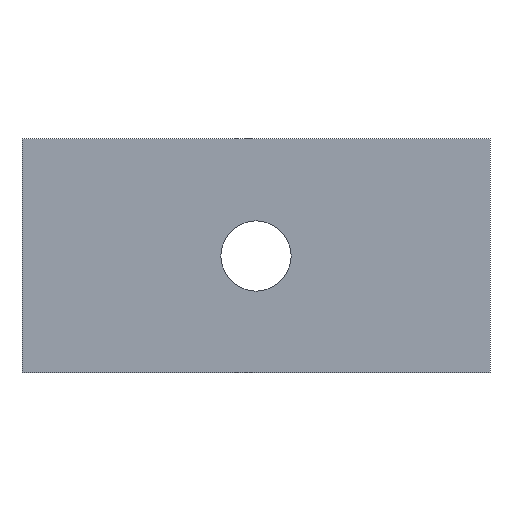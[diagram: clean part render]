
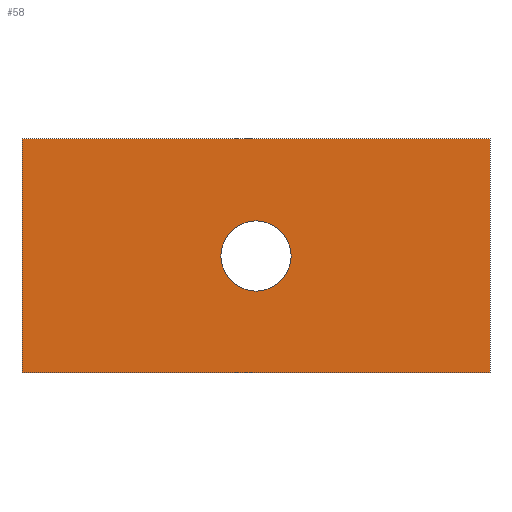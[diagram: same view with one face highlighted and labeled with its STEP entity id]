
A CAD part, front view. The second image highlights one B-rep face of the part: STEP entity #58.
In plain terms, the highlighted planar face has unit normal (0, -1, 0).
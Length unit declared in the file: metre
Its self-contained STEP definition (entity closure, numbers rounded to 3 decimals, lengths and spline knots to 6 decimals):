
#58=ADVANCED_FACE('0:494',(#76,#77),#78,.F.);
#76=FACE_BOUND('',#95,.T.);
#77=FACE_OUTER_BOUND('',#96,.T.);
#78=PLANE('',#97);
#95=EDGE_LOOP('',(#150,#151));
#96=EDGE_LOOP('',(#152,#153,#154,#155));
#97=AXIS2_PLACEMENT_3D('',#156,#157,#158);
#150=ORIENTED_EDGE('',*,*,#161,.F.);
#151=ORIENTED_EDGE('',*,*,#177,.F.);
#152=ORIENTED_EDGE('',*,*,#175,.F.);
#153=ORIENTED_EDGE('',*,*,#166,.F.);
#154=ORIENTED_EDGE('',*,*,#170,.F.);
#155=ORIENTED_EDGE('',*,*,#173,.F.);
#156=CARTESIAN_POINT('',(0.0,0.0,0.0));
#157=DIRECTION('',(0.0,1.0,0.0));
#158=DIRECTION('',(0.0,0.0,1.0));
#161=EDGE_CURVE('0:536',#178,#181,#182,.T.);
#166=EDGE_CURVE('0:503',#189,#191,#192,.T.);
#170=EDGE_CURVE('0:515',#196,#189,#198,.T.);
#173=EDGE_CURVE('0:524',#201,#196,#203,.T.);
#175=EDGE_CURVE('0:530',#191,#201,#205,.T.);
#177=EDGE_CURVE('0:536',#181,#178,#207,.T.);
#178=VERTEX_POINT('',#208);
#181=VERTEX_POINT('',#212);
#182=CIRCLE('',#213,0.0075);
#189=VERTEX_POINT('',#222);
#191=VERTEX_POINT('',#225);
#192=LINE('',#226,#227);
#196=VERTEX_POINT('',#233);
#198=LINE('',#236,#237);
#201=VERTEX_POINT('',#241);
#203=LINE('',#244,#245);
#205=LINE('',#248,#249);
#207=CIRCLE('',#251,0.0075);
#208=CARTESIAN_POINT('',(0.0425,0.0,0.025));
#212=CARTESIAN_POINT('',(0.0575,0.0,0.025));
#213=AXIS2_PLACEMENT_3D('',#253,#254,#255);
#222=CARTESIAN_POINT('',(0.1,0.0,0.05));
#225=CARTESIAN_POINT('',(0.1,0.0,0.0));
#226=CARTESIAN_POINT('',(0.1,0.0,0.05));
#227=VECTOR('',#262,1.0);
#233=CARTESIAN_POINT('',(0.0,0.0,0.05));
#236=CARTESIAN_POINT('',(0.0,0.0,0.05));
#237=VECTOR('',#266,1.0);
#241=CARTESIAN_POINT('',(0.0,0.0,0.0));
#244=CARTESIAN_POINT('',(0.0,0.0,0.0));
#245=VECTOR('',#269,1.0);
#248=CARTESIAN_POINT('',(0.1,0.0,0.0));
#249=VECTOR('',#271,1.0);
#251=AXIS2_PLACEMENT_3D('',#275,#276,#277);
#253=CARTESIAN_POINT('',(0.05,0.0,0.025));
#254=DIRECTION('',(-0.0,-1.0,-0.0));
#255=DIRECTION('',(-1.0,0.0,0.0));
#262=DIRECTION('',(0.0,0.0,-1.0));
#266=DIRECTION('',(1.0,0.0,0.0));
#269=DIRECTION('',(0.0,0.0,1.0));
#271=DIRECTION('',(-1.0,0.0,0.0));
#275=CARTESIAN_POINT('',(0.05,0.0,0.025));
#276=DIRECTION('',(-0.0,-1.0,-0.0));
#277=DIRECTION('',(-1.0,0.0,0.0));
